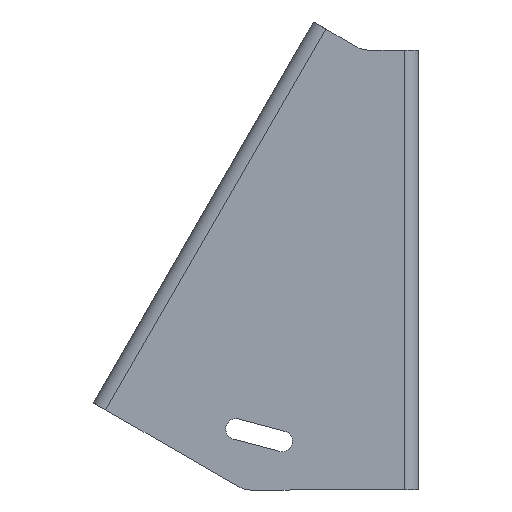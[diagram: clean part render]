
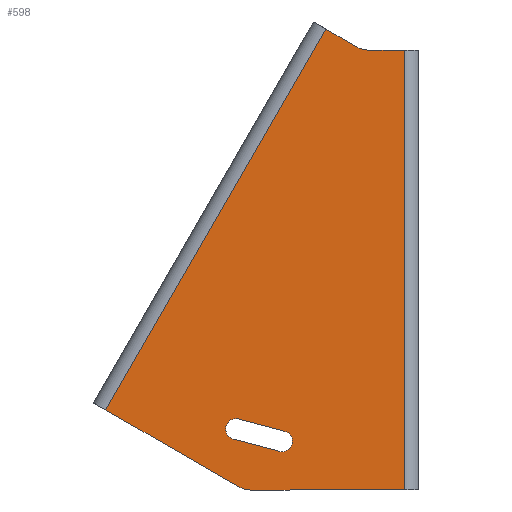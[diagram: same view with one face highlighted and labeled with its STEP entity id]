
A CAD part, left-side view. The second image highlights one B-rep face of the part: STEP entity #598.
In plain terms, the highlighted planar face has unit normal (-1, 0, 0).
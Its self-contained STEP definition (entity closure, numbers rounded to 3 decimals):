
#12 = ORIENTED_EDGE ( 'NONE', *, *, #1462, .T. ) ;
#35 = EDGE_CURVE ( 'NONE', #110, #655, #438, .T. ) ;
#42 = EDGE_LOOP ( 'NONE', ( #1152, #134, #485, #758, #265, #199, #415, #1065 ) ) ;
#45 = DIRECTION ( 'NONE',  ( 1., 0., 0. ) ) ;
#57 = AXIS2_PLACEMENT_3D ( 'NONE', #710, #1614, #659 ) ;
#62 = EDGE_CURVE ( 'NONE', #110, #68, #184, .T. ) ;
#68 = VERTEX_POINT ( 'NONE', #192 ) ;
#75 = LINE ( 'NONE', #707, #670 ) ;
#89 = CARTESIAN_POINT ( 'NONE',  ( 0., 5.737, 0. ) ) ;
#94 = DIRECTION ( 'NONE',  ( 0., -1., 0. ) ) ;
#109 = CARTESIAN_POINT ( 'NONE',  ( 0., 55.798, -160.076 ) ) ;
#110 = VERTEX_POINT ( 'NONE', #611 ) ;
#132 = DIRECTION ( 'NONE',  ( 1., 0., 0. ) ) ;
#134 = ORIENTED_EDGE ( 'NONE', *, *, #1156, .F. ) ;
#145 = VERTEX_POINT ( 'NONE', #1219 ) ;
#184 = LINE ( 'NONE', #922, #318 ) ;
#185 = ORIENTED_EDGE ( 'NONE', *, *, #1069, .T. ) ;
#192 = CARTESIAN_POINT ( 'NONE',  ( 0., 68.551, -180. ) ) ;
#199 = ORIENTED_EDGE ( 'NONE', *, *, #278, .F. ) ;
#257 = CARTESIAN_POINT ( 'NONE',  ( 0., 74.634, -155.029 ) ) ;
#264 = VERTEX_POINT ( 'NONE', #1002 ) ;
#265 = ORIENTED_EDGE ( 'NONE', *, *, #843, .T. ) ;
#271 = EDGE_CURVE ( 'NONE', #145, #1516, #1317, .T. ) ;
#275 = VERTEX_POINT ( 'NONE', #637 ) ;
#278 = EDGE_CURVE ( 'NONE', #897, #381, #1428, .T. ) ;
#318 = VECTOR ( 'NONE', #691, 1000. ) ;
#334 = DIRECTION ( 'NONE',  ( -1., 0., 0. ) ) ;
#381 = VERTEX_POINT ( 'NONE', #1417 ) ;
#386 = DIRECTION ( 'NONE',  ( 0., 0.866, 0.5 ) ) ;
#411 = FACE_BOUND ( 'NONE', #1548, .T. ) ;
#415 = ORIENTED_EDGE ( 'NONE', *, *, #1423, .F. ) ;
#432 = DIRECTION ( 'NONE',  ( 0., 0., 1. ) ) ;
#438 = LINE ( 'NONE', #1465, #1035 ) ;
#485 = ORIENTED_EDGE ( 'NONE', *, *, #1113, .F. ) ;
#510 = VECTOR ( 'NONE', #1359, 1000. ) ;
#538 = CARTESIAN_POINT ( 'NONE',  ( 0., 37.951, 8.632 ) ) ;
#572 = CARTESIAN_POINT ( 'NONE',  ( 0., 74.634, -155.029 ) ) ;
#587 = CIRCLE ( 'NONE', #1564, 4.25 ) ;
#598 = ADVANCED_FACE ( 'NONE', ( #411, #1334 ), #944, .F. ) ;
#611 = CARTESIAN_POINT ( 'NONE',  ( 0., 5.737, -180. ) ) ;
#617 = LINE ( 'NONE', #644, #1616 ) ;
#637 = CARTESIAN_POINT ( 'NONE',  ( 0., 54.698, -155.97 ) ) ;
#639 = VECTOR ( 'NONE', #728, 1000. ) ;
#644 = CARTESIAN_POINT ( 'NONE',  ( 0., 37.951, 8.632 ) ) ;
#655 = VERTEX_POINT ( 'NONE', #89 ) ;
#659 = DIRECTION ( 'NONE',  ( 0., 0., -1. ) ) ;
#670 = VECTOR ( 'NONE', #94, 1000. ) ;
#691 = DIRECTION ( 'NONE',  ( 0., 1., 0. ) ) ;
#695 = DIRECTION ( 'NONE',  ( 0., 0., -1. ) ) ;
#706 = ORIENTED_EDGE ( 'NONE', *, *, #1526, .T. ) ;
#707 = CARTESIAN_POINT ( 'NONE',  ( 0., 0., 0. ) ) ;
#710 = CARTESIAN_POINT ( 'NONE',  ( 0., 68.551, -170. ) ) ;
#716 = EDGE_CURVE ( 'NONE', #1405, #1107, #1118, .T. ) ;
#728 = DIRECTION ( 'NONE',  ( 0., -0.866, -0.5 ) ) ;
#758 = ORIENTED_EDGE ( 'NONE', *, *, #716, .F. ) ;
#772 = CARTESIAN_POINT ( 'NONE',  ( 0., 73.551, -178.66 ) ) ;
#777 = CIRCLE ( 'NONE', #57, 10. ) ;
#778 = DIRECTION ( 'NONE',  ( 0., 0.5, -0.866 ) ) ;
#785 = CARTESIAN_POINT ( 'NONE',  ( 0., 56.898, -164.181 ) ) ;
#805 = AXIS2_PLACEMENT_3D ( 'NONE', #981, #334, #1108 ) ;
#808 = LINE ( 'NONE', #1556, #510 ) ;
#843 = EDGE_CURVE ( 'NONE', #1405, #381, #617, .T. ) ;
#870 = DIRECTION ( 'NONE',  ( 1., 0., 0. ) ) ;
#880 = VECTOR ( 'NONE', #1105, 1000. ) ;
#895 = DIRECTION ( 'NONE',  ( 0., 0., -1. ) ) ;
#897 = VERTEX_POINT ( 'NONE', #1332 ) ;
#901 = DIRECTION ( 'NONE',  ( 0., 0., -1. ) ) ;
#922 = CARTESIAN_POINT ( 'NONE',  ( 0., 0., -180. ) ) ;
#943 = VERTEX_POINT ( 'NONE', #785 ) ;
#944 = PLANE ( 'NONE',  #1480 ) ;
#959 = CIRCLE ( 'NONE', #1147, 4.25 ) ;
#971 = CARTESIAN_POINT ( 'NONE',  ( 0., 73.534, -150.923 ) ) ;
#981 = CARTESIAN_POINT ( 'NONE',  ( 0., 20.321, 10. ) ) ;
#996 = LINE ( 'NONE', #1503, #880 ) ;
#1002 = CARTESIAN_POINT ( 'NONE',  ( 0., 20.321, 0. ) ) ;
#1035 = VECTOR ( 'NONE', #432, 1000. ) ;
#1064 = VECTOR ( 'NONE', #386, 1000. ) ;
#1065 = ORIENTED_EDGE ( 'NONE', *, *, #62, .F. ) ;
#1069 = EDGE_CURVE ( 'NONE', #1622, #145, #959, .T. ) ;
#1102 = DIRECTION ( 'NONE',  ( 0., 0., -1. ) ) ;
#1105 = DIRECTION ( 'NONE',  ( 0., 0.966, 0.259 ) ) ;
#1107 = VERTEX_POINT ( 'NONE', #1362 ) ;
#1108 = DIRECTION ( 'NONE',  ( 0., 0., -1. ) ) ;
#1113 = EDGE_CURVE ( 'NONE', #1107, #264, #1619, .T. ) ;
#1118 = LINE ( 'NONE', #1623, #639 ) ;
#1147 = AXIS2_PLACEMENT_3D ( 'NONE', #572, #1247, #1102 ) ;
#1152 = ORIENTED_EDGE ( 'NONE', *, *, #35, .T. ) ;
#1156 = EDGE_CURVE ( 'NONE', #264, #655, #75, .T. ) ;
#1183 = CARTESIAN_POINT ( 'NONE',  ( 0., 20.321, 10. ) ) ;
#1219 = CARTESIAN_POINT ( 'NONE',  ( 0., 74.634, -150.779 ) ) ;
#1247 = DIRECTION ( 'NONE',  ( 1., 0., 0. ) ) ;
#1317 = CIRCLE ( 'NONE', #1591, 4.25 ) ;
#1332 = CARTESIAN_POINT ( 'NONE',  ( 0., 73.551, -178.66 ) ) ;
#1334 = FACE_OUTER_BOUND ( 'NONE', #42, .T. ) ;
#1342 = EDGE_CURVE ( 'NONE', #275, #943, #587, .T. ) ;
#1359 = DIRECTION ( 'NONE',  ( 0., -0.966, -0.259 ) ) ;
#1362 = CARTESIAN_POINT ( 'NONE',  ( 0., 25.321, 1.34 ) ) ;
#1387 = ORIENTED_EDGE ( 'NONE', *, *, #271, .T. ) ;
#1389 = CARTESIAN_POINT ( 'NONE',  ( 0., 75.734, -159.134 ) ) ;
#1405 = VERTEX_POINT ( 'NONE', #538 ) ;
#1417 = CARTESIAN_POINT ( 'NONE',  ( 0., 127.951, -147.253 ) ) ;
#1423 = EDGE_CURVE ( 'NONE', #68, #897, #777, .T. ) ;
#1428 = LINE ( 'NONE', #772, #1064 ) ;
#1462 = EDGE_CURVE ( 'NONE', #1516, #275, #808, .T. ) ;
#1465 = CARTESIAN_POINT ( 'NONE',  ( 0., 5.737, -180. ) ) ;
#1480 = AXIS2_PLACEMENT_3D ( 'NONE', #1183, #45, #695 ) ;
#1503 = CARTESIAN_POINT ( 'NONE',  ( 0., 75.734, -159.134 ) ) ;
#1516 = VERTEX_POINT ( 'NONE', #971 ) ;
#1526 = EDGE_CURVE ( 'NONE', #943, #1622, #996, .T. ) ;
#1548 = EDGE_LOOP ( 'NONE', ( #185, #1387, #12, #1645, #706 ) ) ;
#1556 = CARTESIAN_POINT ( 'NONE',  ( 0., 73.534, -150.923 ) ) ;
#1564 = AXIS2_PLACEMENT_3D ( 'NONE', #109, #870, #895 ) ;
#1591 = AXIS2_PLACEMENT_3D ( 'NONE', #257, #132, #901 ) ;
#1614 = DIRECTION ( 'NONE',  ( 1., 0., 0. ) ) ;
#1616 = VECTOR ( 'NONE', #778, 1000. ) ;
#1619 = CIRCLE ( 'NONE', #805, 10. ) ;
#1622 = VERTEX_POINT ( 'NONE', #1389 ) ;
#1623 = CARTESIAN_POINT ( 'NONE',  ( 0., 25.321, 1.34 ) ) ;
#1645 = ORIENTED_EDGE ( 'NONE', *, *, #1342, .T. ) ;
